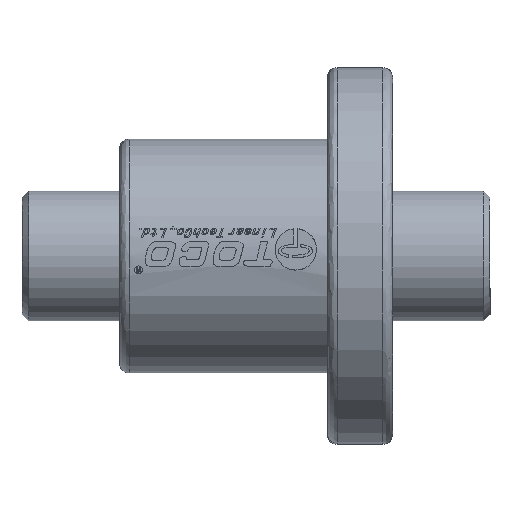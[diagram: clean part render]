
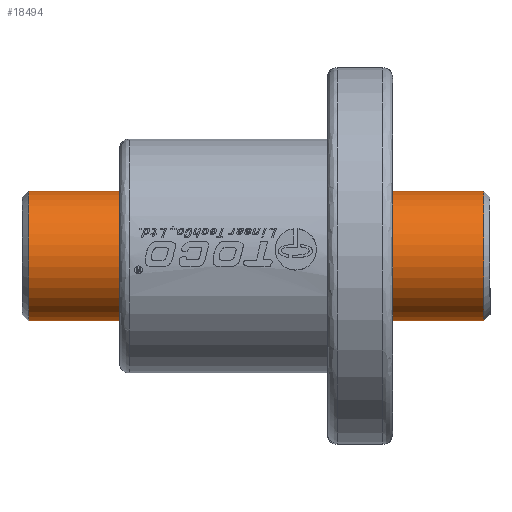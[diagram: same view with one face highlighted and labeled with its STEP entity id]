
A CAD part, top view. The second image highlights one B-rep face of the part: STEP entity #18494.
In plain terms, the highlighted cylindrical face has radius 10 mm (diameter 20 mm), a partial arc.
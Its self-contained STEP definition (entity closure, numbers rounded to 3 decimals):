
#1145 = CARTESIAN_POINT ( 'NONE',  ( -72., -10., 0. ) ) ;
#1348 = FACE_OUTER_BOUND ( 'NONE', #12247, .T. ) ;
#3287 = CARTESIAN_POINT ( 'NONE',  ( -1., 0., 0. ) ) ;
#3514 = CARTESIAN_POINT ( 'NONE',  ( -1., 10., 0. ) ) ;
#3846 = EDGE_CURVE ( 'NONE', #21977, #4178, #15478, .T. ) ;
#4178 = VERTEX_POINT ( 'NONE', #9515 ) ;
#4864 = EDGE_CURVE ( 'NONE', #4178, #22161, #23012, .T. ) ;
#5387 = DIRECTION ( 'NONE',  ( 1., 0., 0. ) ) ;
#5531 = AXIS2_PLACEMENT_3D ( 'NONE', #14763, #22080, #16393 ) ;
#6019 = CYLINDRICAL_SURFACE ( 'NONE', #5531, 10. ) ;
#7352 = VECTOR ( 'NONE', #14227, 1000. ) ;
#9515 = CARTESIAN_POINT ( 'NONE',  ( -1., -10., 0. ) ) ;
#9531 = DIRECTION ( 'NONE',  ( 0., 1., 0. ) ) ;
#10474 = CARTESIAN_POINT ( 'NONE',  ( -71., 10., 0. ) ) ;
#10950 = ORIENTED_EDGE ( 'NONE', *, *, #20890, .F. ) ;
#11293 = DIRECTION ( 'NONE',  ( 1., 0., 0. ) ) ;
#11677 = ORIENTED_EDGE ( 'NONE', *, *, #4864, .T. ) ;
#12247 = EDGE_LOOP ( 'NONE', ( #19708, #19653, #11677, #10950 ) ) ;
#12355 = CARTESIAN_POINT ( 'NONE',  ( -71., -10., 0. ) ) ;
#13529 = CIRCLE ( 'NONE', #18454, 10. ) ;
#14227 = DIRECTION ( 'NONE',  ( 1., 0., 0. ) ) ;
#14321 = DIRECTION ( 'NONE',  ( -1., 0., 0. ) ) ;
#14763 = CARTESIAN_POINT ( 'NONE',  ( -72., 0., 0. ) ) ;
#15478 = LINE ( 'NONE', #1145, #7352 ) ;
#16266 = DIRECTION ( 'NONE',  ( 0., 1., 0. ) ) ;
#16310 = LINE ( 'NONE', #16490, #20980 ) ;
#16393 = DIRECTION ( 'NONE',  ( 0., 1., 0. ) ) ;
#16490 = CARTESIAN_POINT ( 'NONE',  ( -72., 10., 0. ) ) ;
#16653 = CARTESIAN_POINT ( 'NONE',  ( -71., 0., 0. ) ) ;
#18009 = EDGE_CURVE ( 'NONE', #22598, #21977, #13529, .T. ) ;
#18454 = AXIS2_PLACEMENT_3D ( 'NONE', #16653, #11293, #9531 ) ;
#18494 = ADVANCED_FACE ( 'NONE', ( #1348 ), #6019, .T. ) ;
#19653 = ORIENTED_EDGE ( 'NONE', *, *, #3846, .T. ) ;
#19708 = ORIENTED_EDGE ( 'NONE', *, *, #18009, .T. ) ;
#20081 = AXIS2_PLACEMENT_3D ( 'NONE', #3287, #14321, #16266 ) ;
#20890 = EDGE_CURVE ( 'NONE', #22598, #22161, #16310, .T. ) ;
#20980 = VECTOR ( 'NONE', #5387, 1000. ) ;
#21977 = VERTEX_POINT ( 'NONE', #12355 ) ;
#22080 = DIRECTION ( 'NONE',  ( 1., 0., 0. ) ) ;
#22161 = VERTEX_POINT ( 'NONE', #3514 ) ;
#22598 = VERTEX_POINT ( 'NONE', #10474 ) ;
#23012 = CIRCLE ( 'NONE', #20081, 10. ) ;
